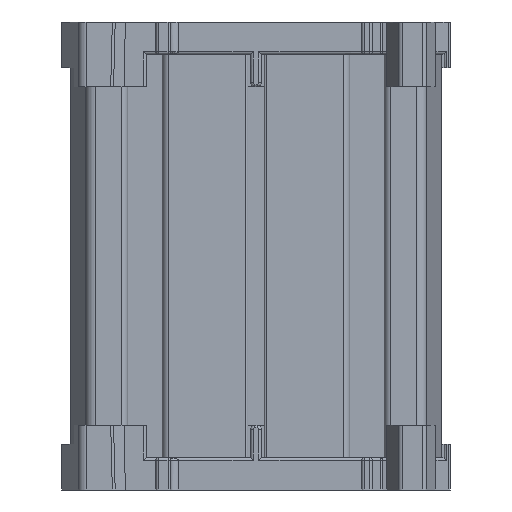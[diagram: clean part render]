
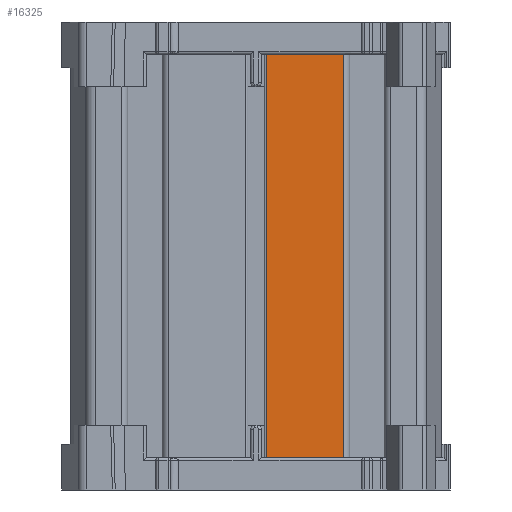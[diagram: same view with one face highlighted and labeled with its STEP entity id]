
A CAD part, front view. The second image highlights one B-rep face of the part: STEP entity #16325.
In plain terms, the highlighted planar face has unit normal (0, -1, 0).
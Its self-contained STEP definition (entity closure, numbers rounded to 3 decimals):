
#252 = LINE ( 'NONE', #6464, #3034 ) ;
#733 = VECTOR ( 'NONE', #12686, 1000. ) ;
#2915 = FACE_OUTER_BOUND ( 'NONE', #5763, .T. ) ;
#2925 = ORIENTED_EDGE ( 'NONE', *, *, #12597, .T. ) ;
#2947 = CARTESIAN_POINT ( 'NONE',  ( 1.25, -15.55, 4. ) ) ;
#3034 = VECTOR ( 'NONE', #3523, 1000. ) ;
#3056 = DIRECTION ( 'NONE',  ( 0., 0., -1. ) ) ;
#3523 = DIRECTION ( 'NONE',  ( 1., 0., 0. ) ) ;
#4180 = CARTESIAN_POINT ( 'NONE',  ( 1.25, -15.55, 54. ) ) ;
#4232 = VERTEX_POINT ( 'NONE', #13900 ) ;
#5293 = ORIENTED_EDGE ( 'NONE', *, *, #7537, .T. ) ;
#5763 = EDGE_LOOP ( 'NONE', ( #15082, #9983, #2925, #5293 ) ) ;
#6464 = CARTESIAN_POINT ( 'NONE',  ( 1.25, -15.55, 4. ) ) ;
#7272 = LINE ( 'NONE', #7643, #11161 ) ;
#7537 = EDGE_CURVE ( 'NONE', #4232, #17021, #12460, .T. ) ;
#7643 = CARTESIAN_POINT ( 'NONE',  ( 1.25, -15.55, 4. ) ) ;
#7957 = EDGE_CURVE ( 'NONE', #14232, #14525, #7272, .T. ) ;
#8232 = CARTESIAN_POINT ( 'NONE',  ( 1.25, -15.55, 54. ) ) ;
#8357 = CARTESIAN_POINT ( 'NONE',  ( 10.8, -15.55, 54. ) ) ;
#9097 = DIRECTION ( 'NONE',  ( 0., 0., 1. ) ) ;
#9983 = ORIENTED_EDGE ( 'NONE', *, *, #7957, .F. ) ;
#10856 = LINE ( 'NONE', #4180, #733 ) ;
#10930 = EDGE_CURVE ( 'NONE', #14525, #17021, #10856, .T. ) ;
#11161 = VECTOR ( 'NONE', #9097, 1000. ) ;
#11311 = DIRECTION ( 'NONE',  ( 0., -1., 0. ) ) ;
#11899 = AXIS2_PLACEMENT_3D ( 'NONE', #2947, #11311, #3056 ) ;
#12460 = LINE ( 'NONE', #17168, #16324 ) ;
#12597 = EDGE_CURVE ( 'NONE', #14232, #4232, #252, .T. ) ;
#12686 = DIRECTION ( 'NONE',  ( 1., 0., 0. ) ) ;
#13147 = DIRECTION ( 'NONE',  ( 0., 0., 1. ) ) ;
#13809 = CARTESIAN_POINT ( 'NONE',  ( 1.25, -15.55, 4. ) ) ;
#13900 = CARTESIAN_POINT ( 'NONE',  ( 10.8, -15.55, 4. ) ) ;
#14232 = VERTEX_POINT ( 'NONE', #13809 ) ;
#14525 = VERTEX_POINT ( 'NONE', #8232 ) ;
#15082 = ORIENTED_EDGE ( 'NONE', *, *, #10930, .F. ) ;
#16324 = VECTOR ( 'NONE', #13147, 1000. ) ;
#16325 = ADVANCED_FACE ( 'NONE', ( #2915 ), #16956, .T. ) ;
#16956 = PLANE ( 'NONE',  #11899 ) ;
#17021 = VERTEX_POINT ( 'NONE', #8357 ) ;
#17168 = CARTESIAN_POINT ( 'NONE',  ( 10.8, -15.55, 4. ) ) ;
